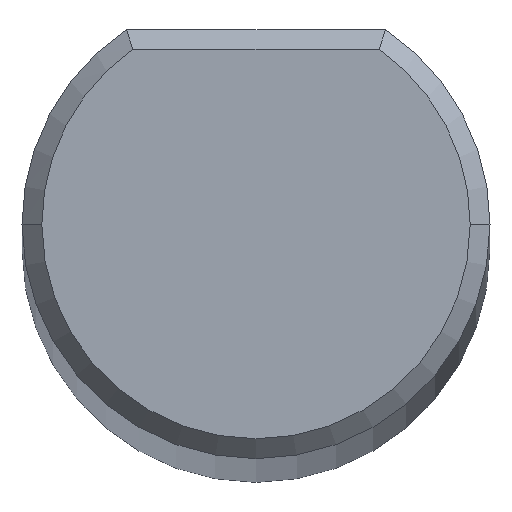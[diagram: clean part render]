
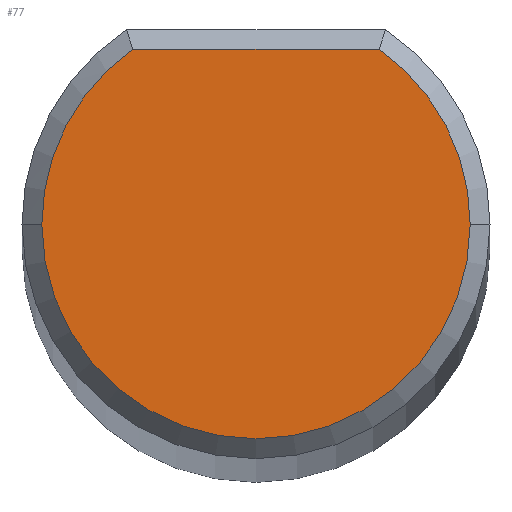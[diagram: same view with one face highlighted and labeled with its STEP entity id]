
A CAD part, top view. The second image highlights one B-rep face of the part: STEP entity #77.
In plain terms, the highlighted planar face has unit normal (0, 0, 1).
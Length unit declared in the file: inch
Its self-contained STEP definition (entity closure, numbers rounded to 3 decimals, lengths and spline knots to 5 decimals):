
#11 = PLANE ( 'NONE',  #175 ) ;
#13 = CIRCLE ( 'NONE', #152, 0.10811 ) ;
#17 = ORIENTED_EDGE ( 'NONE', *, *, #161, .T. ) ;
#22 = VERTEX_POINT ( 'NONE', #354 ) ;
#35 = LINE ( 'NONE', #237, #241 ) ;
#47 = DIRECTION ( 'NONE',  ( 0., 0., 1. ) ) ;
#54 = DIRECTION ( 'NONE',  ( 0., 0., -1. ) ) ;
#73 = CARTESIAN_POINT ( 'NONE',  ( 0.0622, 0.08843, 3.44488 ) ) ;
#77 = ADVANCED_FACE ( 'NONE', ( #180 ), #11, .T. ) ;
#92 = CARTESIAN_POINT ( 'NONE',  ( 0., 0., 3.44488 ) ) ;
#94 = CIRCLE ( 'NONE', #178, 0.10811 ) ;
#108 = VERTEX_POINT ( 'NONE', #183 ) ;
#125 = CIRCLE ( 'NONE', #413, 0.10811 ) ;
#147 = DIRECTION ( 'NONE',  ( -1., 0., 0. ) ) ;
#152 = AXIS2_PLACEMENT_3D ( 'NONE', #339, #212, #402 ) ;
#161 = EDGE_CURVE ( 'NONE', #255, #285, #35, .T. ) ;
#175 = AXIS2_PLACEMENT_3D ( 'NONE', #332, #47, #357 ) ;
#178 = AXIS2_PLACEMENT_3D ( 'NONE', #92, #396, #147 ) ;
#180 = FACE_OUTER_BOUND ( 'NONE', #370, .T. ) ;
#183 = CARTESIAN_POINT ( 'NONE',  ( -0.10811, 0., 3.44488 ) ) ;
#188 = EDGE_CURVE ( 'NONE', #108, #285, #13, .T. ) ;
#206 = DIRECTION ( 'NONE',  ( -1., 0., 0. ) ) ;
#212 = DIRECTION ( 'NONE',  ( 0., 0., -1. ) ) ;
#235 = CARTESIAN_POINT ( 'NONE',  ( -0.0622, 0.08843, 3.44488 ) ) ;
#237 = CARTESIAN_POINT ( 'NONE',  ( 0., 0.08843, 3.44488 ) ) ;
#241 = VECTOR ( 'NONE', #311, 39.37008 ) ;
#255 = VERTEX_POINT ( 'NONE', #73 ) ;
#281 = ORIENTED_EDGE ( 'NONE', *, *, #316, .F. ) ;
#285 = VERTEX_POINT ( 'NONE', #235 ) ;
#286 = EDGE_CURVE ( 'NONE', #22, #108, #94, .T. ) ;
#311 = DIRECTION ( 'NONE',  ( -1., 0., 0. ) ) ;
#316 = EDGE_CURVE ( 'NONE', #255, #22, #125, .T. ) ;
#329 = ORIENTED_EDGE ( 'NONE', *, *, #286, .F. ) ;
#332 = CARTESIAN_POINT ( 'NONE',  ( 0., 0., 3.44488 ) ) ;
#339 = CARTESIAN_POINT ( 'NONE',  ( 0., 0., 3.44488 ) ) ;
#340 = ORIENTED_EDGE ( 'NONE', *, *, #188, .F. ) ;
#354 = CARTESIAN_POINT ( 'NONE',  ( 0.10811, 0., 3.44488 ) ) ;
#357 = DIRECTION ( 'NONE',  ( 1., 0., 0. ) ) ;
#370 = EDGE_LOOP ( 'NONE', ( #281, #17, #340, #329 ) ) ;
#386 = CARTESIAN_POINT ( 'NONE',  ( 0., 0., 3.44488 ) ) ;
#396 = DIRECTION ( 'NONE',  ( 0., 0., -1. ) ) ;
#402 = DIRECTION ( 'NONE',  ( -1., 0., 0. ) ) ;
#413 = AXIS2_PLACEMENT_3D ( 'NONE', #386, #54, #206 ) ;
